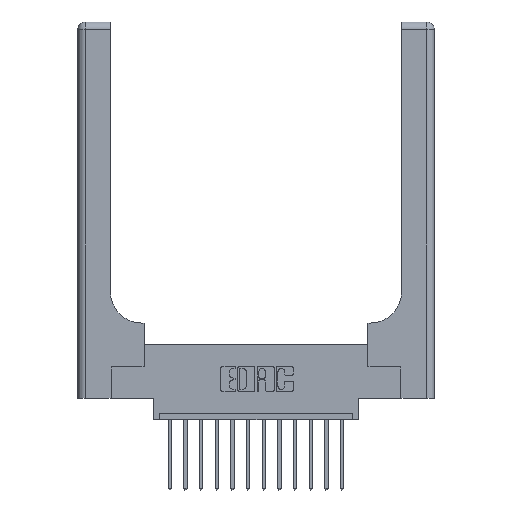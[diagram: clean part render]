
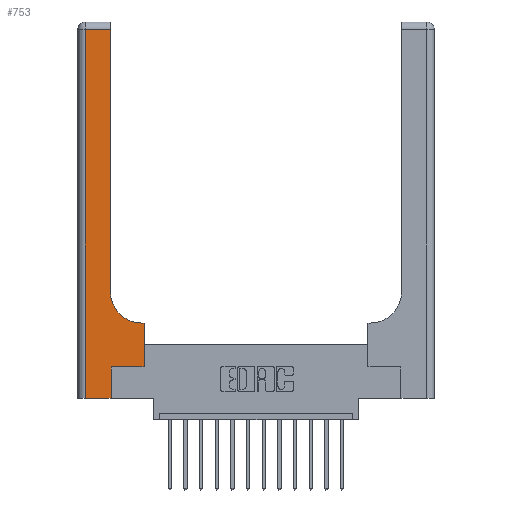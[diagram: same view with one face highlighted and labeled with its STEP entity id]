
A CAD part, top view. The second image highlights one B-rep face of the part: STEP entity #753.
In plain terms, the highlighted planar face has unit normal (0, 0, 1).
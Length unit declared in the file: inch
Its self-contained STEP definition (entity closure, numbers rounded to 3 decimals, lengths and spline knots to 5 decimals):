
#286 = CARTESIAN_POINT ( 'NONE',  ( 0.06, 0., 0.37 ) ) ;
#361 = CARTESIAN_POINT ( 'NONE',  ( 0.265, 0., 0.37 ) ) ;
#497 = ORIENTED_EDGE ( 'NONE', *, *, #4485, .T. ) ;
#675 = VERTEX_POINT ( 'NONE', #14073 ) ;
#753 = ADVANCED_FACE ( 'NONE', ( #15660 ), #2635, .F. ) ;
#754 = LINE ( 'NONE', #4740, #2886 ) ;
#758 = VERTEX_POINT ( 'NONE', #12948 ) ;
#1013 = VECTOR ( 'NONE', #6412, 39.37008 ) ;
#1094 = DIRECTION ( 'NONE',  ( 1., 0., 0. ) ) ;
#1116 = CARTESIAN_POINT ( 'NONE',  ( 0.528, 0.25, 0.37 ) ) ;
#1472 = VERTEX_POINT ( 'NONE', #9825 ) ;
#1997 = EDGE_CURVE ( 'NONE', #758, #1472, #16865, .T. ) ;
#2168 = DIRECTION ( 'NONE',  ( 0., -1., 0. ) ) ;
#2211 = VERTEX_POINT ( 'NONE', #286 ) ;
#2531 = VERTEX_POINT ( 'NONE', #12930 ) ;
#2635 = PLANE ( 'NONE',  #2969 ) ;
#2771 = CARTESIAN_POINT ( 'NONE',  ( 0., 2.94, 0.37 ) ) ;
#2774 = VECTOR ( 'NONE', #9861, 39.37008 ) ;
#2886 = VECTOR ( 'NONE', #15669, 39.37008 ) ;
#2969 = AXIS2_PLACEMENT_3D ( 'NONE', #11808, #7780, #14501 ) ;
#3175 = VERTEX_POINT ( 'NONE', #15905 ) ;
#4202 = EDGE_CURVE ( 'NONE', #675, #2531, #9951, .T. ) ;
#4343 = VECTOR ( 'NONE', #2168, 39.37008 ) ;
#4485 = EDGE_CURVE ( 'NONE', #4556, #6035, #5397, .T. ) ;
#4556 = VERTEX_POINT ( 'NONE', #6801 ) ;
#4740 = CARTESIAN_POINT ( 'NONE',  ( 0., 0., 0.37 ) ) ;
#5175 = CARTESIAN_POINT ( 'NONE',  ( 0.265, 0.25, 0.37 ) ) ;
#5339 = ORIENTED_EDGE ( 'NONE', *, *, #4202, .T. ) ;
#5371 = DIRECTION ( 'NONE',  ( -1., 0., 0. ) ) ;
#5397 = LINE ( 'NONE', #361, #16450 ) ;
#5599 = VERTEX_POINT ( 'NONE', #11719 ) ;
#5863 = CARTESIAN_POINT ( 'NONE',  ( 0.26, 0.6, 0.37 ) ) ;
#6035 = VERTEX_POINT ( 'NONE', #13267 ) ;
#6120 = VECTOR ( 'NONE', #5371, 39.37008 ) ;
#6412 = DIRECTION ( 'NONE',  ( 0., 1., 0. ) ) ;
#6556 = DIRECTION ( 'NONE',  ( 0., 0., -1. ) ) ;
#6801 = CARTESIAN_POINT ( 'NONE',  ( 0.265, 0., 0.37 ) ) ;
#7188 = VECTOR ( 'NONE', #10218, 39.37008 ) ;
#7398 = ORIENTED_EDGE ( 'NONE', *, *, #10034, .T. ) ;
#7446 = VECTOR ( 'NONE', #10423, 39.37008 ) ;
#7637 = LINE ( 'NONE', #1116, #1013 ) ;
#7780 = DIRECTION ( 'NONE',  ( 0., 0., -1. ) ) ;
#8008 = ORIENTED_EDGE ( 'NONE', *, *, #14965, .T. ) ;
#8164 = ORIENTED_EDGE ( 'NONE', *, *, #13121, .T. ) ;
#8213 = DIRECTION ( 'NONE',  ( 0., 1., 0. ) ) ;
#8367 = ORIENTED_EDGE ( 'NONE', *, *, #1997, .T. ) ;
#8790 = LINE ( 'NONE', #14105, #4343 ) ;
#9069 = AXIS2_PLACEMENT_3D ( 'NONE', #10659, #6556, #1094 ) ;
#9825 = CARTESIAN_POINT ( 'NONE',  ( 0.26, 2.94, 0.37 ) ) ;
#9861 = DIRECTION ( 'NONE',  ( -1., 0., 0. ) ) ;
#9951 = LINE ( 'NONE', #5863, #2774 ) ;
#10034 = EDGE_CURVE ( 'NONE', #1472, #5599, #13345, .T. ) ;
#10145 = ORIENTED_EDGE ( 'NONE', *, *, #12400, .T. ) ;
#10168 = CIRCLE ( 'NONE', #9069, 0.25 ) ;
#10218 = DIRECTION ( 'NONE',  ( 0., 1., 0. ) ) ;
#10423 = DIRECTION ( 'NONE',  ( 1., 0., 0. ) ) ;
#10659 = CARTESIAN_POINT ( 'NONE',  ( 0.51, 0.85, 0.37 ) ) ;
#11432 = EDGE_LOOP ( 'NONE', ( #8367, #7398, #8164, #16473, #497, #8008, #14004, #5339, #10145 ) ) ;
#11719 = CARTESIAN_POINT ( 'NONE',  ( 0.06, 2.94, 0.37 ) ) ;
#11808 = CARTESIAN_POINT ( 'NONE',  ( 0., 3., 0.37 ) ) ;
#12087 = LINE ( 'NONE', #5175, #7446 ) ;
#12400 = EDGE_CURVE ( 'NONE', #2531, #758, #10168, .T. ) ;
#12511 = CARTESIAN_POINT ( 'NONE',  ( 0.26, 3., 0.37 ) ) ;
#12930 = CARTESIAN_POINT ( 'NONE',  ( 0.51, 0.6, 0.37 ) ) ;
#12948 = CARTESIAN_POINT ( 'NONE',  ( 0.26, 0.85, 0.37 ) ) ;
#13056 = EDGE_CURVE ( 'NONE', #3175, #675, #7637, .T. ) ;
#13121 = EDGE_CURVE ( 'NONE', #5599, #2211, #8790, .T. ) ;
#13267 = CARTESIAN_POINT ( 'NONE',  ( 0.265, 0.25, 0.37 ) ) ;
#13345 = LINE ( 'NONE', #2771, #6120 ) ;
#13498 = EDGE_CURVE ( 'NONE', #2211, #4556, #754, .T. ) ;
#14004 = ORIENTED_EDGE ( 'NONE', *, *, #13056, .T. ) ;
#14073 = CARTESIAN_POINT ( 'NONE',  ( 0.528, 0.6, 0.37 ) ) ;
#14105 = CARTESIAN_POINT ( 'NONE',  ( 0.06, 3., 0.37 ) ) ;
#14501 = DIRECTION ( 'NONE',  ( -1., 0., 0. ) ) ;
#14965 = EDGE_CURVE ( 'NONE', #6035, #3175, #12087, .T. ) ;
#15660 = FACE_OUTER_BOUND ( 'NONE', #11432, .T. ) ;
#15669 = DIRECTION ( 'NONE',  ( 1., 0., 0. ) ) ;
#15905 = CARTESIAN_POINT ( 'NONE',  ( 0.528, 0.25, 0.37 ) ) ;
#16450 = VECTOR ( 'NONE', #8213, 39.37008 ) ;
#16473 = ORIENTED_EDGE ( 'NONE', *, *, #13498, .T. ) ;
#16865 = LINE ( 'NONE', #12511, #7188 ) ;
